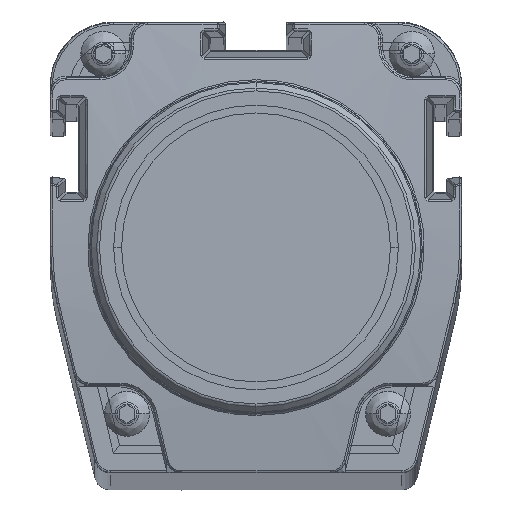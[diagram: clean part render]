
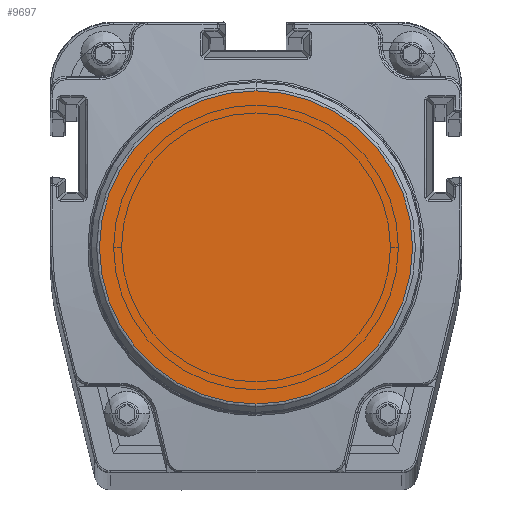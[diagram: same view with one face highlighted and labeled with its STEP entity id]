
A CAD part, top view. The second image highlights one B-rep face of the part: STEP entity #9697.
In plain terms, the highlighted face is planar.
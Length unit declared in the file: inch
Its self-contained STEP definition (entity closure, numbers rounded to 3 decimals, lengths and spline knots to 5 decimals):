
#4881=CARTESIAN_POINT('',(0.,21.,0.));
#4882=DIRECTION('',(0.,1.,0.));
#4883=DIRECTION('',(0.,0.,-1.));
#4884=AXIS2_PLACEMENT_3D('',#4881,#4882,#4883);
#4886=CARTESIAN_POINT('',(0.,21.,0.));
#4887=DIRECTION('',(0.,1.,0.));
#4888=DIRECTION('',(0.,0.,1.));
#4889=AXIS2_PLACEMENT_3D('',#4886,#4887,#4888);
#7259=CARTESIAN_POINT('',(0.,21.,-19.79289));
#7260=CARTESIAN_POINT('',(0.,21.,19.79289));
#7261=VERTEX_POINT('',#7259);
#7262=VERTEX_POINT('',#7260);
#9687=CARTESIAN_POINT('',(-26.,21.,0.));
#9688=DIRECTION('',(0.,-1.,0.));
#9689=DIRECTION('',(0.,0.,1.));
#9690=AXIS2_PLACEMENT_3D('',#9687,#9688,#9689);
#9691=PLANE('',#9690);
#9692=ORIENTED_EDGE('',*,*,#9677,.F.);
#9694=ORIENTED_EDGE('',*,*,#9693,.F.);
#9695=EDGE_LOOP('',(#9692,#9694));
#9696=FACE_OUTER_BOUND('',#9695,.F.);
#9697=ADVANCED_FACE('',(#9696),#9691,.F.);
#4885=CIRCLE('',#4884,19.79289);
#4890=CIRCLE('',#4889,19.79289);
#9677=EDGE_CURVE('',#7261,#7262,#4885,.T.);
#9693=EDGE_CURVE('',#7262,#7261,#4890,.T.);
